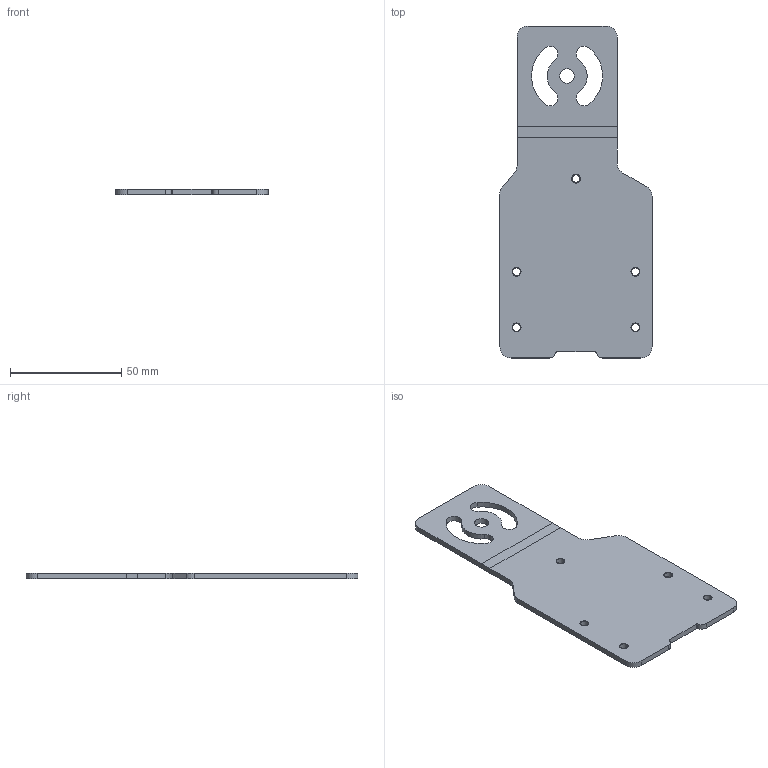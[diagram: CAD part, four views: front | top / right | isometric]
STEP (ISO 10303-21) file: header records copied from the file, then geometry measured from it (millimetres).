
FILE_DESCRIPTION((''),'2;1');
FILE_NAME('206890_ASM','2018-12-13T07:22:28',('pdmadmin'),('BANNER ENGINEERING'),'CREO PARAMETRIC BY PTC INC, 2018300','CREO PARAMETRIC BY PTC INC, 2018300','');
FILE_SCHEMA(('CONFIG_CONTROL_DESIGN'));
Length unit declared in the file: millimetre
Products named in the file (2): 205808; 206890_ASM
Assembly tree (1 placements, depth 2):
  206890_ASM
    205808
Bounding box: 68.4 x 149.18 x 2.5 mm (x, y, z)
Volume: 20079.4 mm3; surface area: 17789.2 mm2
Topology: 1 solids, 6 shells, 62 faces, 172 edges, 112 vertices
Faces by surface type: cylinder 42, plane 20
Entity records: 2113 total; most frequent: DIRECTION 390, CARTESIAN_POINT 351, ORIENTED_EDGE 324, EDGE_CURVE 172, AXIS2_PLACEMENT_3D 151, VERTEX_POINT 112, VECTOR 88, LINE 88
